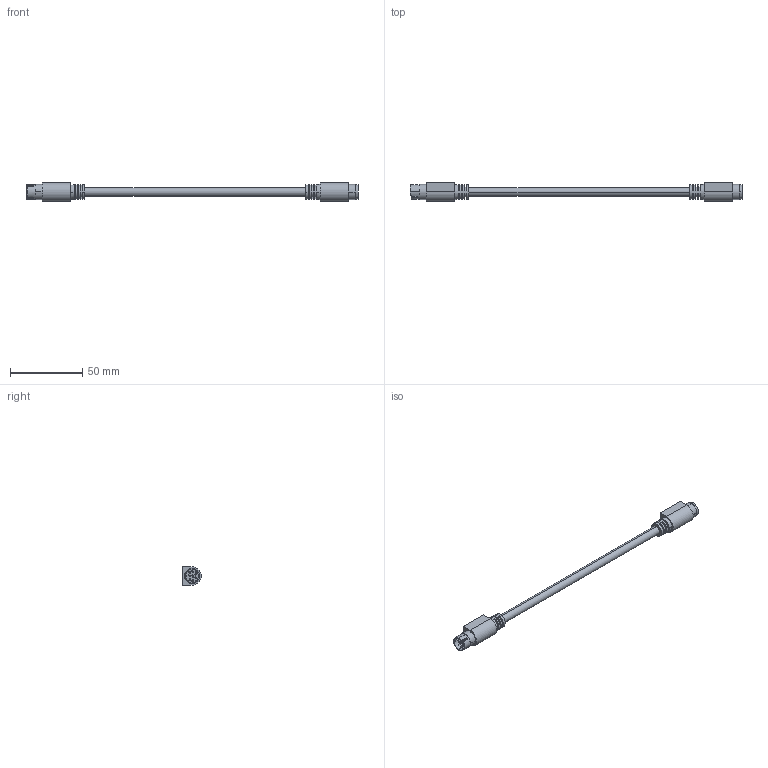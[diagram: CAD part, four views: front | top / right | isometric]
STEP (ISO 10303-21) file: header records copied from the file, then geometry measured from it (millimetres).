
FILE_DESCRIPTION (( 'STEP AP203' ), '1' );
FILE_NAME ('CSMD8MF-3.STEP', '2006-07-20T16:12:46', ( 'L-COM' ), ( 'L-COM' ), 'SwSTEP 2.0', 'SolidWorks 2006004', '' );
FILE_SCHEMA (( 'CONFIG_CONTROL_DESIGN' ));
Products named in the file (10): 3AB07-006-MA2; 3AB07-042; 3AB07-006-MA1; CSMD8-MA1; CSMD8MF-3; MTN-120; 3AB07-005-MA1; 3AB07-043; MTN-110_Female Hood
Assembly tree (9 placements, depth 4):
  CSMD8MF-3
    3AB07-042
      MTN-120
      3AB07-005-MA1
    CSMD8-MA1
    3AB07-043
      3AB07-006-MA1
        3AB07-006-MA1
        3AB07-006-MA2
      MTN-110_Female Hood
Bounding box: 229.17 x 12.7 x 12.7 mm (x, y, z)
Volume: 12099.6 mm3; surface area: 8336 mm2
Topology: 6 solids, 6 shells, 1211 faces, 3535 edges, 2384 vertices
Faces by surface type: plane 980, bspline 114, cylinder 93, torus 20, cone 4
Entity records: 52240 total; most frequent: CARTESIAN_POINT 19519, ORIENTED_EDGE 7070, DIRECTION 5775, EDGE_CURVE 3535, VECTOR 2973, LINE 2973, VERTEX_POINT 2384, AXIS2_PLACEMENT_3D 1401
